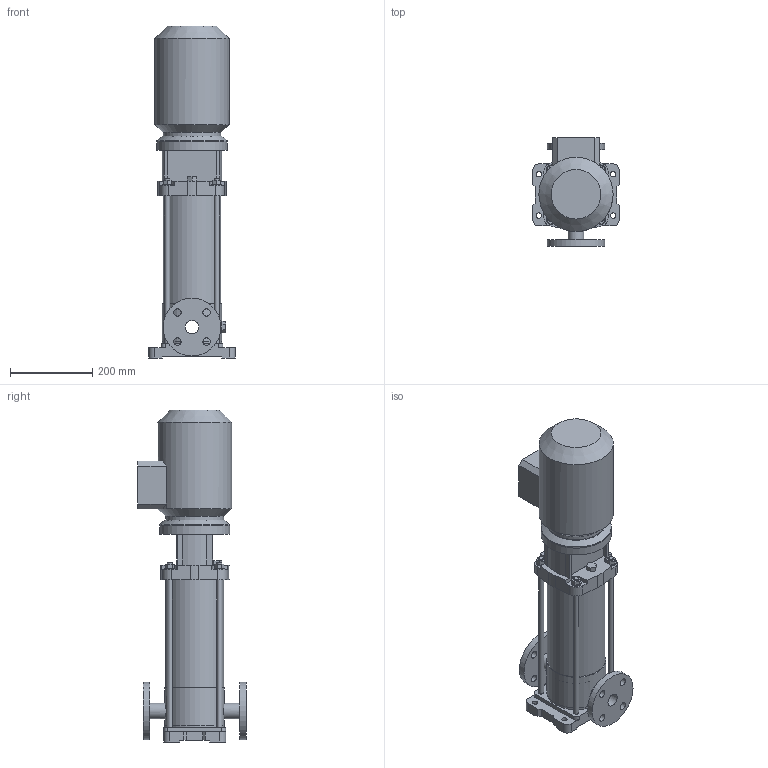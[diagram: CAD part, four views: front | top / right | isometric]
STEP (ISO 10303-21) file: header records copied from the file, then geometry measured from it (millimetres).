
FILE_DESCRIPTION(/* description */ ('-'),/* implementation_level */ '2;1');
FILE_NAME(/* name */ 'EV 6-10 F',/* time_stamp */ '2017-07-26T10:31:40+02:00',/* author */ ('Simonelli M.'),/* organization */ ('Franklin Electric'),/* preprocessor_version */ 'ST-DEVELOPER v16.7',/* originating_system */ 'DEX',/* authorisation */ $);
FILE_SCHEMA (('AUTOMOTIVE_DESIGN {1 0 10303 214 3 1 1}'));
Length unit declared in the file: millimetre
Products named in the file (12): 6; BASE 1-3-6; CORPO 6; CAMICIA 1-3-6-10; ADATTATORE CORTO 1-3-6-10; TIRANTE M12; MEC 90 [1.5 & 2.2kW] B14 - LAFERT; RONDELLA M12; DADO M12; FLANGIA 90; COPRIGIUNTO 1-3-6-10
Assembly tree (20 placements, depth 2):
  6
    BASE 1-3-6
    CORPO 6
    CAMICIA 1-3-6-10
    ADATTATORE CORTO 1-3-6-10
    TIRANTE M12  x4
    MEC 90 [1.5 & 2.2kW] B14 - LAFERT
    RONDELLA M12  x4
    DADO M12  x4
    FLANGIA 90
    COPRIGIUNTO 1-3-6-10  x2
  (unnamed)
Bounding box: 210 x 263 x 805.1 mm (x, y, z)
Volume: 11152294 mm3; surface area: 1099606.9 mm2
Topology: 21 solids, 21 shells, 273 faces, 642 edges, 430 vertices
Faces by surface type: plane 183, cylinder 86, cone 4
Full cylindrical faces by diameter (mm): 12 x8, 13 x16, 17 x2, 18 x8, 24 x4, 32 x2, 38 x2, 70 x1, 95 x2, 98 x2, 137 x1, 140 x6, 144 x2, 156 x2, 170 x2, 180 x1
Entity records: 7117 total; most frequent: CARTESIAN_POINT 1752, DIRECTION 1076, ORIENTED_EDGE 910, EDGE_CURVE 455, AXIS2_PLACEMENT_3D 388, VERTEX_POINT 336, EDGE_LOOP 333, FACE_BOUND 333
